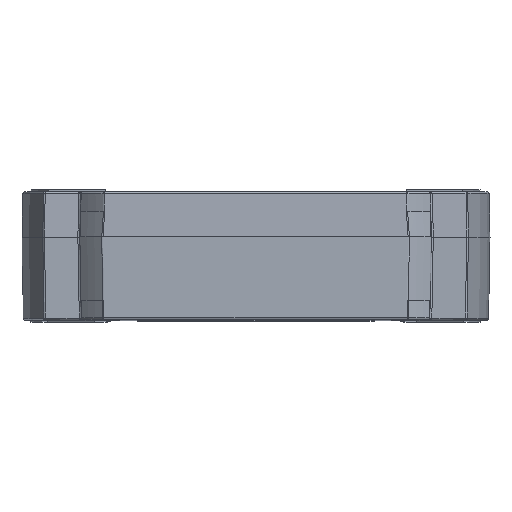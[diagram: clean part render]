
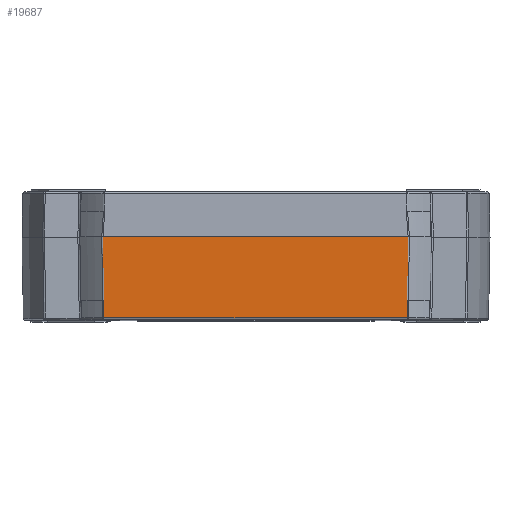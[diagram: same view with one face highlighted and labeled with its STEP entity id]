
A CAD part, top view. The second image highlights one B-rep face of the part: STEP entity #19687.
In plain terms, the highlighted face is planar.
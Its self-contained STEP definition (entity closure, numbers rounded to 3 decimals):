
#10652 = CARTESIAN_POINT ( 'NONE',  ( -15.454, -18.3, 0. ) ) ;
#10737 = DIRECTION ( 'NONE',  ( 1., 0., 0. ) ) ;
#10738 = VECTOR ( 'NONE', #10737, 1000. ) ;
#10739 = CARTESIAN_POINT ( 'NONE',  ( -15.528, -18.3, 0. ) ) ;
#10740 = LINE ( 'NONE', #10739, #10738 ) ;
#10764 = CARTESIAN_POINT ( 'NONE',  ( 15.454, -18.3, 0. ) ) ;
#10942 = PLANE ( 'NONE',  #10977 ) ;
#10943 = FACE_OUTER_BOUND ( 'NONE', #19689, .T. ) ;
#10967 = CARTESIAN_POINT ( 'NONE',  ( 15.354, -18.188, -6.401 ) ) ;
#10968 = CARTESIAN_POINT ( 'NONE',  ( 15.366, -18.178, -7.001 ) ) ;
#10969 = CARTESIAN_POINT ( 'NONE',  ( 15.378, -18.167, -7.602 ) ) ;
#10970 = CARTESIAN_POINT ( 'NONE',  ( 15.391, -18.157, -8.203 ) ) ;
#10971 = CARTESIAN_POINT ( 'NONE',  ( 15.391, -18.157, -8.203 ) ) ;
#10972 =( BOUNDED_CURVE ( )  B_SPLINE_CURVE ( 3, ( #10970, #10969, #10968, #10967 ),
 .UNSPECIFIED., .F., .F. ) 
 B_SPLINE_CURVE_WITH_KNOTS ( ( 4, 4 ),
 ( 5.575, 5.577 ),
 .UNSPECIFIED. ) 
 CURVE ( )  GEOMETRIC_REPRESENTATION_ITEM ( )  RATIONAL_B_SPLINE_CURVE ( ( 1., 1., 1., 1. ) ) 
 REPRESENTATION_ITEM ( '' )  );
#10973 = CARTESIAN_POINT ( 'NONE',  ( 15.354, -18.188, -6.401 ) ) ;
#10974 = DIRECTION ( 'NONE',  ( 0., 0.017, -1. ) ) ;
#10975 = DIRECTION ( 'NONE',  ( 0., -1., -0.017 ) ) ;
#10976 = CARTESIAN_POINT ( 'NONE',  ( -15.528, -18.3, 0. ) ) ;
#10977 = AXIS2_PLACEMENT_3D ( 'NONE', #10976, #10975, #10974 ) ;
#11077 = DIRECTION ( 'NONE',  ( 1., 0., 0. ) ) ;
#11078 = VECTOR ( 'NONE', #11077, 1000. ) ;
#11079 = CARTESIAN_POINT ( 'NONE',  ( 15.469, -18.157, -8.203 ) ) ;
#11080 = LINE ( 'NONE', #11079, #11078 ) ;
#11081 = CARTESIAN_POINT ( 'NONE',  ( -15.354, -18.188, -6.401 ) ) ;
#11082 = B_SPLINE_CURVE_WITH_KNOTS ( 'NONE', 3,
 ( #11128, #11127, #11126, #11125, #11124, #11123, #11122 ),
 .UNSPECIFIED., .F., .F.,
 ( 4, 3, 4 ),
 ( 0., 0.003, 0.006 ),
 .UNSPECIFIED. ) ;
#11083 = CARTESIAN_POINT ( 'NONE',  ( -15.454, -18.3, 0. ) ) ;
#11084 = DIRECTION ( 'NONE',  ( 1., 0., 0. ) ) ;
#11085 = VECTOR ( 'NONE', #11084, 1000. ) ;
#11086 = CARTESIAN_POINT ( 'NONE',  ( -15.528, -18.3, 0. ) ) ;
#11087 = LINE ( 'NONE', #11086, #11085 ) ;
#11088 = DIRECTION ( 'NONE',  ( 1., 0., 0. ) ) ;
#11089 = VECTOR ( 'NONE', #11088, 1000. ) ;
#11090 = CARTESIAN_POINT ( 'NONE',  ( 15.454, -18.3, 0. ) ) ;
#11091 = CARTESIAN_POINT ( 'NONE',  ( 15.437, -18.281, -1.066 ) ) ;
#11092 = CARTESIAN_POINT ( 'NONE',  ( 15.421, -18.263, -2.133 ) ) ;
#11093 = CARTESIAN_POINT ( 'NONE',  ( 15.404, -18.244, -3.199 ) ) ;
#11094 = CARTESIAN_POINT ( 'NONE',  ( 15.387, -18.226, -4.266 ) ) ;
#11095 = CARTESIAN_POINT ( 'NONE',  ( 15.371, -18.207, -5.334 ) ) ;
#11096 = CARTESIAN_POINT ( 'NONE',  ( 15.354, -18.188, -6.401 ) ) ;
#11097 = LINE ( 'NONE', #11100, #11089 ) ;
#11098 = CARTESIAN_POINT ( 'NONE',  ( 15.454, -18.3, 0. ) ) ;
#11099 = B_SPLINE_CURVE_WITH_KNOTS ( 'NONE', 3,
 ( #11096, #11095, #11094, #11093, #11092, #11091, #11090 ),
 .UNSPECIFIED., .F., .F.,
 ( 4, 3, 4 ),
 ( 0., 0.003, 0.006 ),
 .UNSPECIFIED. ) ;
#11100 = CARTESIAN_POINT ( 'NONE',  ( -15.528, -18.3, 0. ) ) ;
#11115 = CARTESIAN_POINT ( 'NONE',  ( -15.391, -18.157, -8.203 ) ) ;
#11116 = CARTESIAN_POINT ( 'NONE',  ( -15.378, -18.167, -7.602 ) ) ;
#11117 = CARTESIAN_POINT ( 'NONE',  ( -15.366, -18.178, -7.001 ) ) ;
#11118 = CARTESIAN_POINT ( 'NONE',  ( -15.354, -18.188, -6.401 ) ) ;
#11119 =( BOUNDED_CURVE ( )  B_SPLINE_CURVE ( 3, ( #11118, #11117, #11116, #11115 ),
 .UNSPECIFIED., .F., .T. ) 
 B_SPLINE_CURVE_WITH_KNOTS ( ( 4, 4 ),
 ( 0.707, 0.709 ),
 .UNSPECIFIED. ) 
 CURVE ( )  GEOMETRIC_REPRESENTATION_ITEM ( )  RATIONAL_B_SPLINE_CURVE ( ( 1., 1., 1., 1. ) ) 
 REPRESENTATION_ITEM ( '' )  );
#11121 = CARTESIAN_POINT ( 'NONE',  ( -15.391, -18.157, -8.203 ) ) ;
#11122 = CARTESIAN_POINT ( 'NONE',  ( -15.354, -18.188, -6.401 ) ) ;
#11123 = CARTESIAN_POINT ( 'NONE',  ( -15.371, -18.207, -5.334 ) ) ;
#11124 = CARTESIAN_POINT ( 'NONE',  ( -15.387, -18.226, -4.266 ) ) ;
#11125 = CARTESIAN_POINT ( 'NONE',  ( -15.404, -18.244, -3.199 ) ) ;
#11126 = CARTESIAN_POINT ( 'NONE',  ( -15.421, -18.263, -2.133 ) ) ;
#11127 = CARTESIAN_POINT ( 'NONE',  ( -15.437, -18.281, -1.066 ) ) ;
#11128 = CARTESIAN_POINT ( 'NONE',  ( -15.454, -18.3, 0. ) ) ;
#19424 = VERTEX_POINT ( 'NONE', #10652 ) ;
#19523 = EDGE_CURVE ( 'NONE', #19424, #19540, #10740, .T. ) ;
#19540 = VERTEX_POINT ( 'NONE', #10764 ) ;
#19687 = ADVANCED_FACE ( 'NONE', ( #10943 ), #10942, .T. ) ;
#19689 = EDGE_LOOP ( 'NONE', ( #19691, #19699, #19799, #19801, #19802, #19807, #19813, #19771 ) ) ;
#19691 = ORIENTED_EDGE ( 'NONE', *, *, #19693, .T. ) ;
#19693 = EDGE_CURVE ( 'NONE', #19695, #19698, #10972, .T. ) ;
#19695 = VERTEX_POINT ( 'NONE', #10971 ) ;
#19698 = VERTEX_POINT ( 'NONE', #10973 ) ;
#19699 = ORIENTED_EDGE ( 'NONE', *, *, #19796, .T. ) ;
#19771 = ORIENTED_EDGE ( 'NONE', *, *, #19773, .T. ) ;
#19773 = EDGE_CURVE ( 'NONE', #19815, #19695, #11080, .T. ) ;
#19796 = EDGE_CURVE ( 'NONE', #19698, #19797, #11099, .T. ) ;
#19797 = VERTEX_POINT ( 'NONE', #11098 ) ;
#19799 = ORIENTED_EDGE ( 'NONE', *, *, #19800, .F. ) ;
#19800 = EDGE_CURVE ( 'NONE', #19540, #19797, #11097, .T. ) ;
#19801 = ORIENTED_EDGE ( 'NONE', *, *, #19523, .F. ) ;
#19802 = ORIENTED_EDGE ( 'NONE', *, *, #19804, .F. ) ;
#19804 = EDGE_CURVE ( 'NONE', #19805, #19424, #11087, .T. ) ;
#19805 = VERTEX_POINT ( 'NONE', #11083 ) ;
#19807 = ORIENTED_EDGE ( 'NONE', *, *, #19809, .T. ) ;
#19809 = EDGE_CURVE ( 'NONE', #19805, #19811, #11082, .T. ) ;
#19811 = VERTEX_POINT ( 'NONE', #11081 ) ;
#19813 = ORIENTED_EDGE ( 'NONE', *, *, #19814, .T. ) ;
#19814 = EDGE_CURVE ( 'NONE', #19811, #19815, #11119, .T. ) ;
#19815 = VERTEX_POINT ( 'NONE', #11121 ) ;
